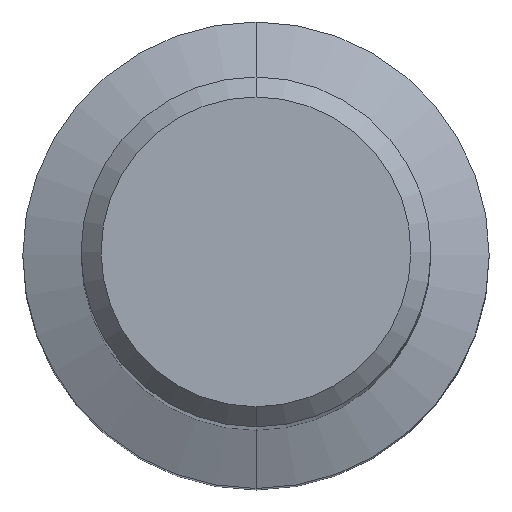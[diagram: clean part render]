
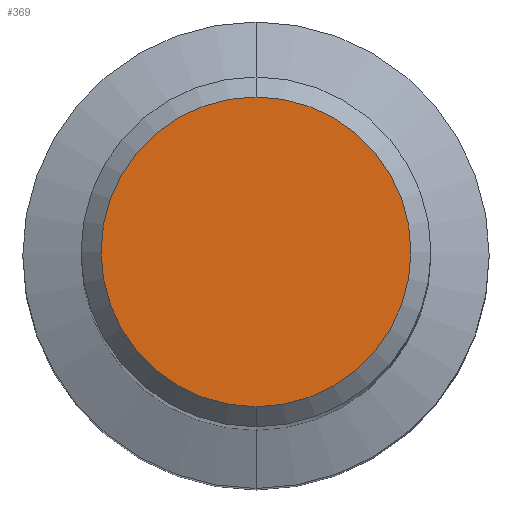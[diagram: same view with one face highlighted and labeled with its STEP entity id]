
A CAD part, top view. The second image highlights one B-rep face of the part: STEP entity #369.
In plain terms, the highlighted planar face has unit normal (0, 0, 1).
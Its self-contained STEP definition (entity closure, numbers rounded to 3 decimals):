
#209=VERTEX_POINT('',#565);
#331=EDGE_CURVE('',#209,#373,#699,.T.);
#369=ADVANCED_FACE('',(#743),#744,.T.);
#373=VERTEX_POINT('',#748);
#393=EDGE_CURVE('',#373,#209,#769,.T.);
#565=CARTESIAN_POINT('',(0.0,4.65,0.0));
#699=CIRCLE('',#1227,4.65);
#743=FACE_OUTER_BOUND('',#1311,.T.);
#744=PLANE('',#1312);
#748=CARTESIAN_POINT('',(0.,-4.65,0.0));
#769=CIRCLE('',#1348,4.65);
#1227=AXIS2_PLACEMENT_3D('',#1847,#1848,#1849);
#1311=EDGE_LOOP('',(#1914,#1915));
#1312=AXIS2_PLACEMENT_3D('',#1916,#1917,#1918);
#1348=AXIS2_PLACEMENT_3D('',#1938,#1939,#1940);
#1847=CARTESIAN_POINT('',(0.0,0.0,0.0));
#1848=DIRECTION('',(0.0,0.0,-1.0));
#1849=DIRECTION('',(0.0,1.0,0.0));
#1914=ORIENTED_EDGE('',*,*,#331,.F.);
#1915=ORIENTED_EDGE('',*,*,#393,.F.);
#1916=CARTESIAN_POINT('',(0.0,2.325,0.0));
#1917=DIRECTION('',(-0.0,0.0,1.0));
#1918=DIRECTION('',(0.0,-1.0,0.0));
#1938=CARTESIAN_POINT('',(0.0,0.0,0.0));
#1939=DIRECTION('',(0.0,0.0,-1.0));
#1940=DIRECTION('',(0.0,1.0,0.0));
